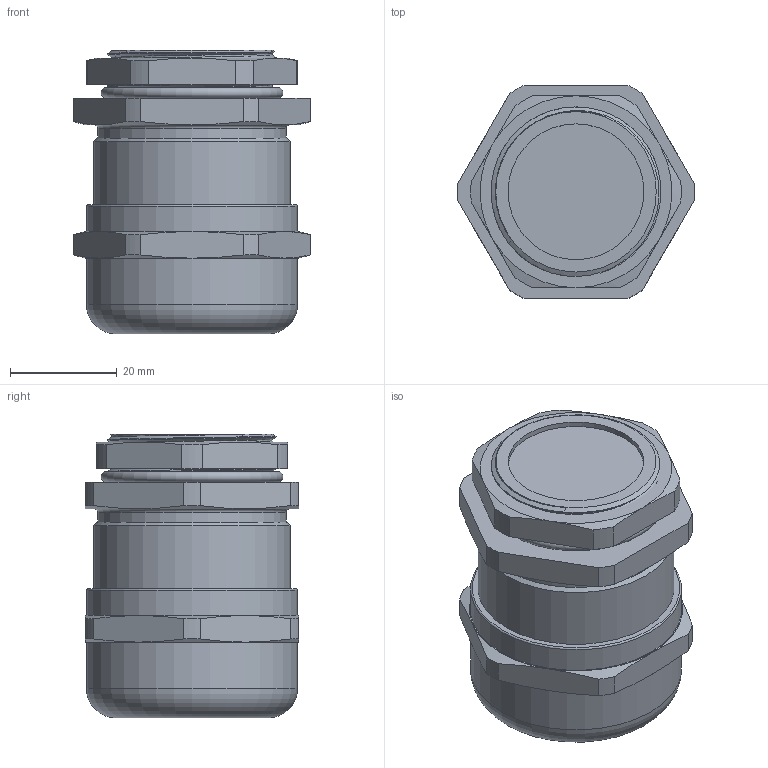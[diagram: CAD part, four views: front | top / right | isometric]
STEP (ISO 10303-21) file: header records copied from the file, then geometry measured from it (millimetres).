
FILE_DESCRIPTION(/* description */ (''),/* implementation_level */ '2;1');
FILE_NAME(/* name */ 'M32 Cpap Passthru Fitting.step',/* time_stamp */ '2025-07-07T02:23:41-04:00',/* author */ (''),/* organization */ (''),/* preprocessor_version */ 'ST-DEVELOPER v20.1',/* originating_system */ 'Autodesk Translation Framework v14.10.0.0',/* authorisation */ '');
FILE_SCHEMA (('AUTOMOTIVE_DESIGN { 1 0 10303 214 3 1 1 }'));
Length unit declared in the file: millimetre
Products named in the file (1): C-1SNG625035R0000
Bounding box: 44.49 x 40 x 53.23 mm (x, y, z)
Volume: 63936.1 mm3; surface area: 12894.1 mm2
Topology: 2 solids, 2 shells, 96 faces, 231 edges, 147 vertices
Faces by surface type: plane 30, cylinder 29, cone 26, bspline 7, torus 4
Full cylindrical faces by diameter (mm): 25.5 x2, 31.85 x3, 35.33 x1, 36.85 x1, 39.6 x2
Entity records: 6824 total; most frequent: CARTESIAN_POINT 4643, ORIENTED_EDGE 462, DIRECTION 423, EDGE_CURVE 231, AXIS2_PLACEMENT_3D 176, VERTEX_POINT 147, EDGE_LOOP 104, FACE_OUTER_BOUND 96
